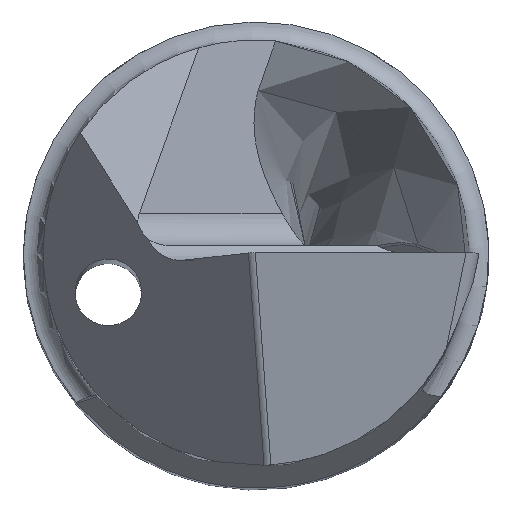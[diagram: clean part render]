
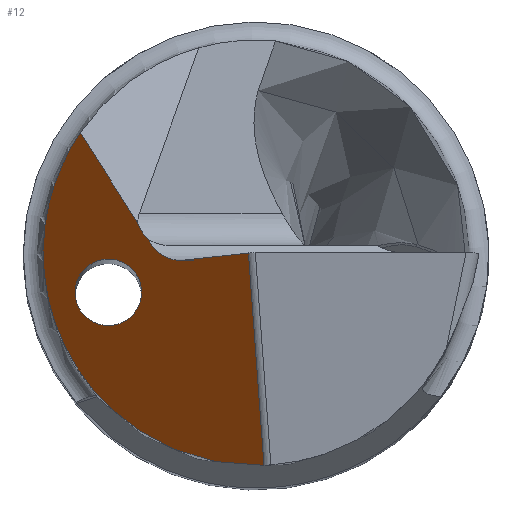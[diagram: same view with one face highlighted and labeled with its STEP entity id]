
A CAD part, top view. The second image highlights one B-rep face of the part: STEP entity #12.
In plain terms, the highlighted planar face has unit normal (-0.696, -0.174, 0.696).
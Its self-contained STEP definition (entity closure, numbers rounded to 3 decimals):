
#4 = CARTESIAN_POINT ( 'NONE',  ( -1.615, 0.193, 40.495 ) ) ;
#12 = ADVANCED_FACE ( 'NONE', ( #404, #867 ), #1040, .T. ) ;
#25 = CARTESIAN_POINT ( 'NONE',  ( -0.124, 0.109, 41.966 ) ) ;
#39 = VERTEX_POINT ( 'NONE', #462 ) ;
#50 = CARTESIAN_POINT ( 'NONE',  ( -2.707, -0.716, 39.177 ) ) ;
#76 = ORIENTED_EDGE ( 'NONE', *, *, #356, .T. ) ;
#136 = CARTESIAN_POINT ( 'NONE',  ( -1.107, -0.115, 40.926 ) ) ;
#166 = EDGE_LOOP ( 'NONE', ( #1171 ) ) ;
#175 = LINE ( 'NONE', #25, #248 ) ;
#183 = VERTEX_POINT ( 'NONE', #50 ) ;
#187 = EDGE_CURVE ( 'NONE', #183, #183, #551, .T. ) ;
#209 = CARTESIAN_POINT ( 'NONE',  ( -0.115, -0.008, 41.945 ) ) ;
#248 = VECTOR ( 'NONE', #1314, 1000. ) ;
#264 = CARTESIAN_POINT ( 'NONE',  ( -1.776, 0.44, 40.396 ) ) ;
#266 = CARTESIAN_POINT ( 'NONE',  ( -2.465, -1.687, 39.177 ) ) ;
#293 = LINE ( 'NONE', #1226, #933 ) ;
#343 = DIRECTION ( 'NONE',  ( -0.696, -0.174, 0.696 ) ) ;
#355 = CARTESIAN_POINT ( 'NONE',  ( -2.641, 1.806, 39.871 ) ) ;
#356 = EDGE_CURVE ( 'NONE', #39, #1072, #702, .T. ) ;
#376 = CARTESIAN_POINT ( 'NONE',  ( -1.495, -1.445, 40.207 ) ) ;
#399 = VERTEX_POINT ( 'NONE', #1196 ) ;
#404 = FACE_BOUND ( 'NONE', #166, .T. ) ;
#414 = VERTEX_POINT ( 'NONE', #1307 ) ;
#462 = CARTESIAN_POINT ( 'NONE',  ( -1.615, 0.193, 40.495 ) ) ;
#465 = EDGE_CURVE ( 'NONE', #534, #1222, #175, .T. ) ;
#472 = DIRECTION ( 'NONE',  ( -0.696, -0.075, -0.714 ) ) ;
#479 = CARTESIAN_POINT ( 'NONE',  ( -2.886, -3.31, 38.35 ) ) ;
#494 = CARTESIAN_POINT ( 'NONE',  ( -1.739, 0.339, 40.407 ) ) ;
#517 = ORIENTED_EDGE ( 'NONE', *, *, #1039, .T. ) ;
#534 = VERTEX_POINT ( 'NONE', #1230 ) ;
#551 =( BOUNDED_CURVE ( )  B_SPLINE_CURVE ( 3, ( #753, #1178, #1227, #1064, #376, #266, #1297 ),
 .UNSPECIFIED., .T., .F. ) 
 B_SPLINE_CURVE_WITH_KNOTS ( ( 4, 3, 4 ),
 ( 0., 3.142, 6.283 ),
 .UNSPECIFIED. ) 
 CURVE ( )  GEOMETRIC_REPRESENTATION_ITEM ( )  RATIONAL_B_SPLINE_CURVE ( ( 1., 0.333, 0.333, 1., 0.333, 0.333, 1. ) ) 
 REPRESENTATION_ITEM ( '' )  );
#641 = DIRECTION ( 'NONE',  ( -0.509, 0.804, -0.308 ) ) ;
#647 = EDGE_LOOP ( 'NONE', ( #517, #76, #866, #1018, #1404, #728 ) ) ;
#697 = DIRECTION ( 'NONE',  ( 0.707, 0., 0.707 ) ) ;
#702 =( BOUNDED_CURVE ( )  B_SPLINE_CURVE ( 3, ( #4, #726, #494, #972 ),
 .UNSPECIFIED., .F., .F. ) 
 B_SPLINE_CURVE_WITH_KNOTS ( ( 4, 4 ),
 ( 0.619, 1.245 ),
 .UNSPECIFIED. ) 
 CURVE ( )  GEOMETRIC_REPRESENTATION_ITEM ( )  RATIONAL_B_SPLINE_CURVE ( ( 1., 0.968, 0.968, 1. ) ) 
 REPRESENTATION_ITEM ( '' )  );
#714 = CARTESIAN_POINT ( 'NONE',  ( -1.615, 0.193, 40.495 ) ) ;
#721 = EDGE_CURVE ( 'NONE', #534, #399, #794, .T. ) ;
#726 = CARTESIAN_POINT ( 'NONE',  ( -1.684, 0.254, 40.441 ) ) ;
#728 = ORIENTED_EDGE ( 'NONE', *, *, #993, .T. ) ;
#753 = CARTESIAN_POINT ( 'NONE',  ( -2.707, -0.716, 39.177 ) ) ;
#794 =( BOUNDED_CURVE ( )  B_SPLINE_CURVE ( 3, ( #937, #479, #1397, #355 ),
 .UNSPECIFIED., .F., .T. ) 
 B_SPLINE_CURVE_WITH_KNOTS ( ( 4, 4 ),
 ( 4.92, 7.127 ),
 .UNSPECIFIED. ) 
 CURVE ( )  GEOMETRIC_REPRESENTATION_ITEM ( )  RATIONAL_B_SPLINE_CURVE ( ( 1., 0.633, 0.633, 1. ) ) 
 REPRESENTATION_ITEM ( '' )  );
#866 = ORIENTED_EDGE ( 'NONE', *, *, #1121, .T. ) ;
#867 = FACE_OUTER_BOUND ( 'NONE', #647, .T. ) ;
#933 = VECTOR ( 'NONE', #641, 1000. ) ;
#937 = CARTESIAN_POINT ( 'NONE',  ( 0.119, -3.198, 41.384 ) ) ;
#947 = CARTESIAN_POINT ( 'NONE',  ( -1.313, -0.137, 40.715 ) ) ;
#972 = CARTESIAN_POINT ( 'NONE',  ( -1.776, 0.44, 40.396 ) ) ;
#993 = EDGE_CURVE ( 'NONE', #1222, #414, #1277, .T. ) ;
#1018 = ORIENTED_EDGE ( 'NONE', *, *, #721, .F. ) ;
#1039 = EDGE_CURVE ( 'NONE', #414, #39, #1110, .T. ) ;
#1040 = PLANE ( 'NONE',  #1146 ) ;
#1064 = CARTESIAN_POINT ( 'NONE',  ( -1.736, -0.474, 40.207 ) ) ;
#1072 = VERTEX_POINT ( 'NONE', #264 ) ;
#1110 =( BOUNDED_CURVE ( )  B_SPLINE_CURVE ( 3, ( #136, #947, #1176, #714 ),
 .UNSPECIFIED., .F., .T. ) 
 B_SPLINE_CURVE_WITH_KNOTS ( ( 4, 4 ),
 ( 1.222, 2.67 ),
 .UNSPECIFIED. ) 
 CURVE ( )  GEOMETRIC_REPRESENTATION_ITEM ( )  RATIONAL_B_SPLINE_CURVE ( ( 1., 0.833, 0.833, 1. ) ) 
 REPRESENTATION_ITEM ( '' )  );
#1121 = EDGE_CURVE ( 'NONE', #1072, #399, #293, .T. ) ;
#1146 = AXIS2_PLACEMENT_3D ( 'NONE', #1371, #343, #697 ) ;
#1161 = CARTESIAN_POINT ( 'NONE',  ( -0.015, 0.003, 42.048 ) ) ;
#1171 = ORIENTED_EDGE ( 'NONE', *, *, #187, .T. ) ;
#1176 = CARTESIAN_POINT ( 'NONE',  ( -1.516, -0.014, 40.543 ) ) ;
#1178 = CARTESIAN_POINT ( 'NONE',  ( -2.949, 0.254, 39.177 ) ) ;
#1196 = CARTESIAN_POINT ( 'NONE',  ( -2.641, 1.806, 39.871 ) ) ;
#1198 = VECTOR ( 'NONE', #472, 1000. ) ;
#1222 = VERTEX_POINT ( 'NONE', #209 ) ;
#1226 = CARTESIAN_POINT ( 'NONE',  ( -0.925, -0.904, 40.912 ) ) ;
#1227 = CARTESIAN_POINT ( 'NONE',  ( -1.978, 0.496, 40.207 ) ) ;
#1230 = CARTESIAN_POINT ( 'NONE',  ( 0.119, -3.198, 41.384 ) ) ;
#1277 = LINE ( 'NONE', #1161, #1198 ) ;
#1297 = CARTESIAN_POINT ( 'NONE',  ( -2.707, -0.716, 39.177 ) ) ;
#1307 = CARTESIAN_POINT ( 'NONE',  ( -1.107, -0.115, 40.926 ) ) ;
#1314 = DIRECTION ( 'NONE',  ( -0.072, 0.982, 0.173 ) ) ;
#1371 = CARTESIAN_POINT ( 'NONE',  ( -0.033, 0.1, 42.055 ) ) ;
#1397 = CARTESIAN_POINT ( 'NONE',  ( -4.339, -0.676, 37.554 ) ) ;
#1404 = ORIENTED_EDGE ( 'NONE', *, *, #465, .T. ) ;
